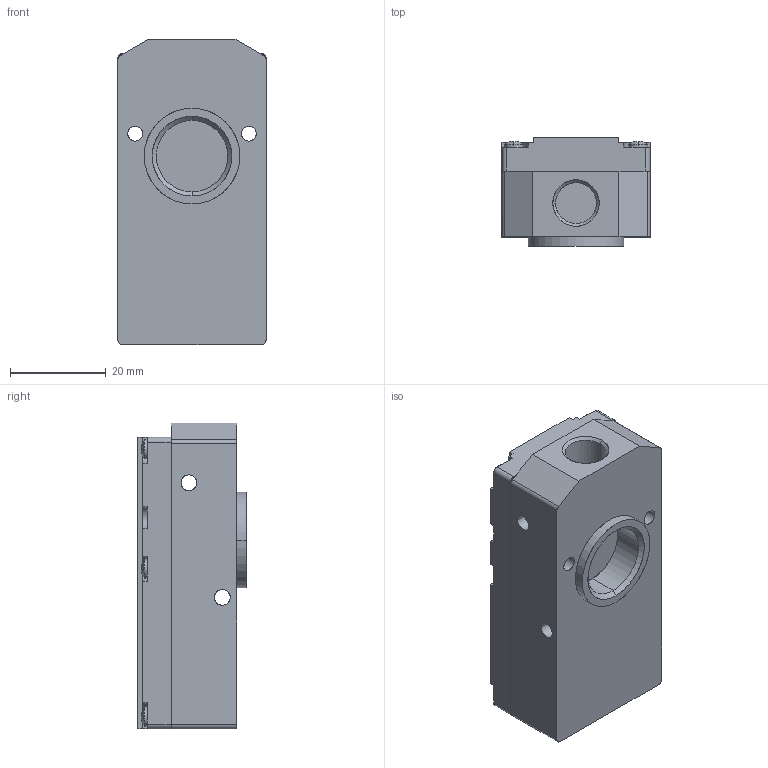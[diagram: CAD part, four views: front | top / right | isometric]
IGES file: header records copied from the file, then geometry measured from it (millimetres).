
Start section: SolidWorks IGES file using analytic representation for surfaces
Global section: file name: TCVM10-B.igs; native system: SolidWorks 2016; preprocessor: SolidWorks 2016; author: tieta; date: 181204.172851; units: millimetre
Bounding box: 31.01 x 22.7 x 64 mm (x, y, z)
Surface area: 9657.8 mm2 (no closed solid volume)
Topology: 0 solids, 0 shells, 239 faces, 2642 edges, 2642 vertices
Faces by surface type: bspline 149, revolution 90
